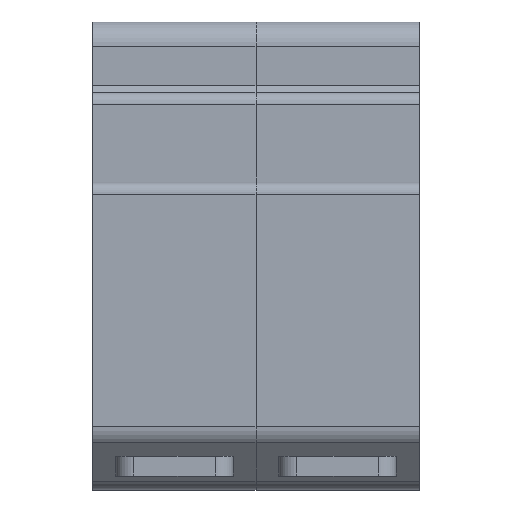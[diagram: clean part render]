
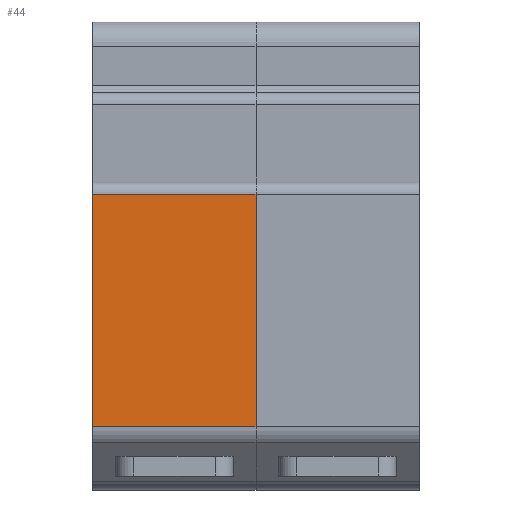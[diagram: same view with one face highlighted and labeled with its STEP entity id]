
A CAD part, front view. The second image highlights one B-rep face of the part: STEP entity #44.
In plain terms, the highlighted planar face has unit normal (0, -1, 0).
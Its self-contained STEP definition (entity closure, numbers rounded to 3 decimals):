
#32 = DIRECTION ( 'NONE',  ( 0., 0., 1. ) ) ;
#44 = ADVANCED_FACE ( 'NONE', ( #882 ), #1337, .F. ) ;
#48 = CARTESIAN_POINT ( 'NONE',  ( 0., 0., 16. ) ) ;
#69 = ORIENTED_EDGE ( 'NONE', *, *, #1823, .F. ) ;
#105 = ORIENTED_EDGE ( 'NONE', *, *, #1067, .F. ) ;
#188 = EDGE_CURVE ( 'NONE', #1258, #1057, #1814, .T. ) ;
#288 = LINE ( 'NONE', #1520, #1446 ) ;
#355 = CARTESIAN_POINT ( 'NONE',  ( 27., 0., 0. ) ) ;
#424 = VECTOR ( 'NONE', #1801, 1000. ) ;
#440 = ORIENTED_EDGE ( 'NONE', *, *, #1953, .T. ) ;
#479 = CARTESIAN_POINT ( 'NONE',  ( 27., 0., -22.552 ) ) ;
#602 = VECTOR ( 'NONE', #2110, 1000. ) ;
#666 = AXIS2_PLACEMENT_3D ( 'NONE', #355, #1004, #32 ) ;
#694 = VERTEX_POINT ( 'NONE', #479 ) ;
#792 = CARTESIAN_POINT ( 'NONE',  ( 27., 0., -22.552 ) ) ;
#882 = FACE_OUTER_BOUND ( 'NONE', #1831, .T. ) ;
#1004 = DIRECTION ( 'NONE',  ( 0., 1., 0. ) ) ;
#1032 = LINE ( 'NONE', #792, #602 ) ;
#1057 = VERTEX_POINT ( 'NONE', #48 ) ;
#1067 = EDGE_CURVE ( 'NONE', #1258, #694, #288, .T. ) ;
#1153 = ORIENTED_EDGE ( 'NONE', *, *, #188, .T. ) ;
#1186 = LINE ( 'NONE', #1981, #424 ) ;
#1200 = DIRECTION ( 'NONE',  ( 0., 0., -1. ) ) ;
#1202 = DIRECTION ( 'NONE',  ( -1., 0., 0. ) ) ;
#1258 = VERTEX_POINT ( 'NONE', #1270 ) ;
#1270 = CARTESIAN_POINT ( 'NONE',  ( 27., 0., 16. ) ) ;
#1337 = PLANE ( 'NONE',  #666 ) ;
#1362 = VECTOR ( 'NONE', #1202, 1000. ) ;
#1446 = VECTOR ( 'NONE', #1200, 1000. ) ;
#1520 = CARTESIAN_POINT ( 'NONE',  ( 27., 0., -22.552 ) ) ;
#1537 = CARTESIAN_POINT ( 'NONE',  ( 27., 0., 16. ) ) ;
#1801 = DIRECTION ( 'NONE',  ( 0., 0., -1. ) ) ;
#1814 = LINE ( 'NONE', #1537, #1362 ) ;
#1823 = EDGE_CURVE ( 'NONE', #694, #1826, #1032, .T. ) ;
#1826 = VERTEX_POINT ( 'NONE', #2089 ) ;
#1831 = EDGE_LOOP ( 'NONE', ( #440, #69, #105, #1153 ) ) ;
#1953 = EDGE_CURVE ( 'NONE', #1057, #1826, #1186, .T. ) ;
#1981 = CARTESIAN_POINT ( 'NONE',  ( 0., 0., 0. ) ) ;
#2089 = CARTESIAN_POINT ( 'NONE',  ( 0., 0., -22.552 ) ) ;
#2110 = DIRECTION ( 'NONE',  ( -1., 0., 0. ) ) ;
